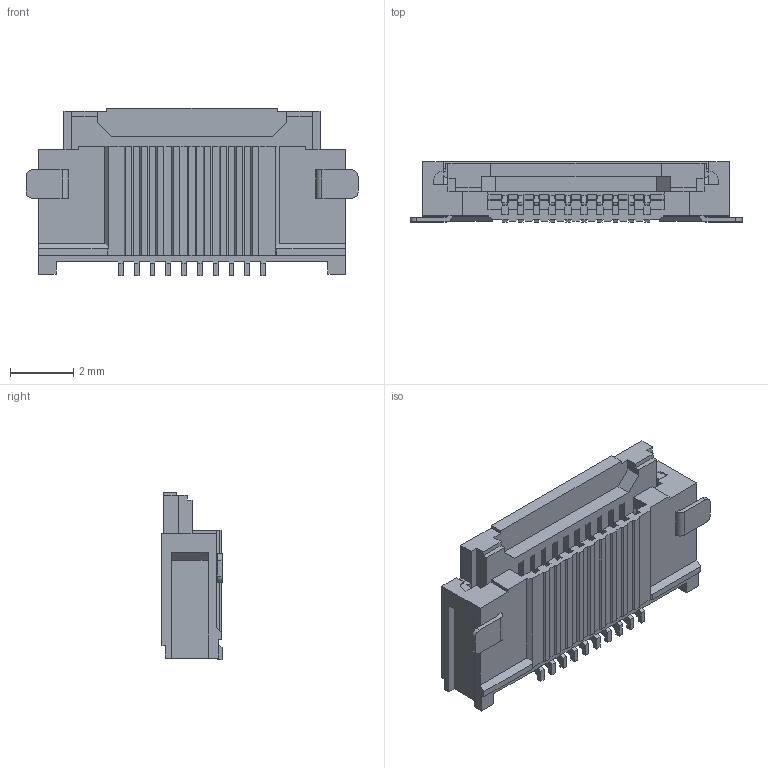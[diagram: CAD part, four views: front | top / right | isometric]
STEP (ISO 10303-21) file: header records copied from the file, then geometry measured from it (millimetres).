
FILE_DESCRIPTION((''),'2;1');
FILE_NAME('5052781033','2016-06-17T',('gsharma'),(''),'PRO/ENGINEER BY PARAMETRIC TECHNOLOGY CORPORATION, 2012310','PRO/ENGINEER BY PARAMETRIC TECHNOLOGY CORPORATION, 2012310','');
FILE_SCHEMA(('CONFIG_CONTROL_DESIGN'));
Length unit declared in the file: millimetre
Products named in the file (1): 5052781033
Bounding box: 10.5 x 1.9 x 5.3 mm (x, y, z)
Volume: 54.4 mm3; surface area: 282.7 mm2
Topology: 1 solids, 1 shells, 672 faces, 1940 edges, 1288 vertices
Faces by surface type: plane 586, cylinder 86
Entity records: 21805 total; most frequent: CARTESIAN_POINT 3908, ORIENTED_EDGE 3880, DIRECTION 3456, EDGE_CURVE 1940, VECTOR 1766, LINE 1766, VERTEX_POINT 1288, AXIS2_PLACEMENT_3D 845
